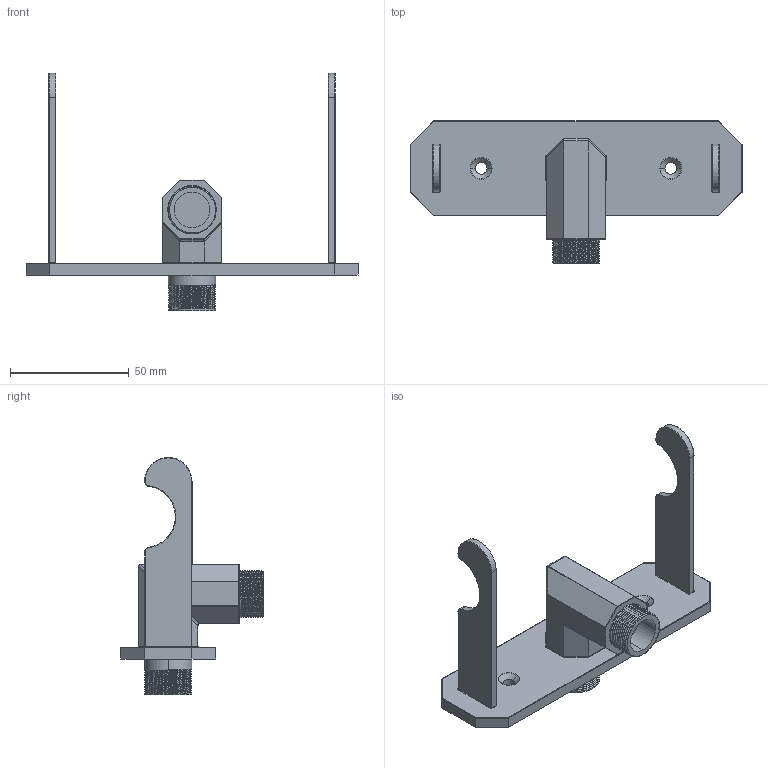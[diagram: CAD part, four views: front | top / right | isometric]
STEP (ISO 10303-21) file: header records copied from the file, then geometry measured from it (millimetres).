
FILE_DESCRIPTION (( 'STEP AP214' ), '1' );
FILE_NAME ('CR034_v10521.STEP', '2021-05-05T14:08:40', ( '' ), ( '' ), 'SwSTEP 2.0', 'SolidWorks 2019', '' );
FILE_SCHEMA (( 'AUTOMOTIVE_DESIGN' ));
Length unit declared in the file: millimetre
Products named in the file (1): CR034_v10521
Bounding box: 140 x 60 x 100 mm (x, y, z)
Volume: 64682.9 mm3; surface area: 26329 mm2
Topology: 1 solids, 1 shells, 243 faces, 583 edges, 341 vertices
Faces by surface type: cylinder 125, plane 42, torus 40, bspline 24, sphere 8, cone 4
Entity records: 10219 total; most frequent: CARTESIAN_POINT 4935, ORIENTED_EDGE 1150, DIRECTION 1100, EDGE_CURVE 575, AXIS2_PLACEMENT_3D 437, VERTEX_POINT 341, EDGE_LOOP 254, ADVANCED_FACE 243
